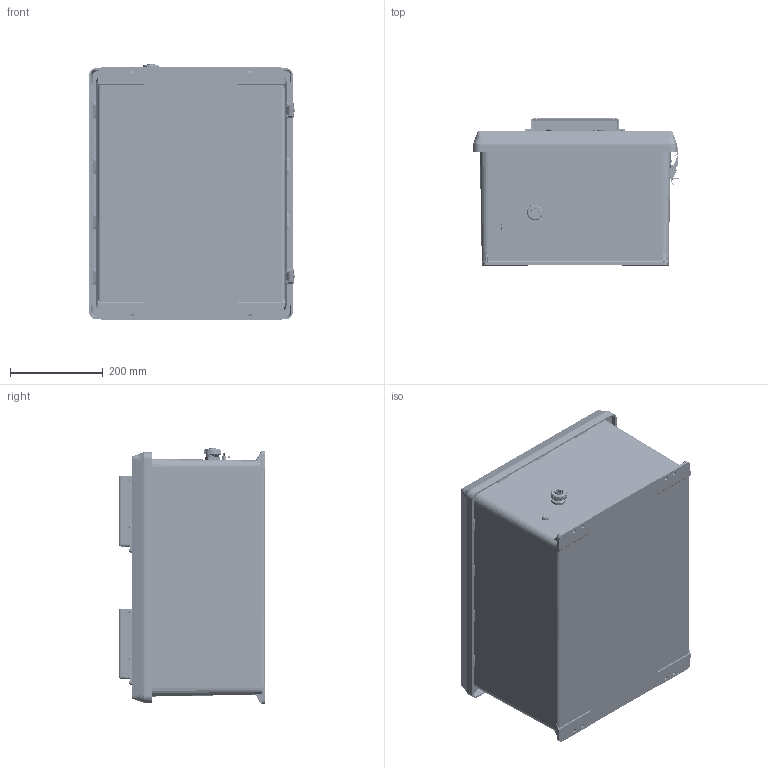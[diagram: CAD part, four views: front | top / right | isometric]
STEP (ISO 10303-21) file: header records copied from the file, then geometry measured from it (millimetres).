
FILE_DESCRIPTION (( 'STEP AP214' ), '1' );
FILE_NAME ('NB201611-1HF-1.STEP', '2018-02-09T21:11:28', ( '' ), ( '' ), 'SwSTEP 2.0', 'SolidWorks 2017', '' );
FILE_SCHEMA (( 'AUTOMOTIVE_DESIGN' ));
Length unit declared in the file: inch
Products named in the file (41): NB201611-DoorClasp-1; XF797-02; NB201611-DoorClasp-2; XFS-0032_91735A151; NB201611-lid vented; XFS-0067_XFS-0067; XFW-0020; NB201611-box; XFW-0004; XMH-0006; XFS-0006; XHIC-HTR110; NB201611-1HF-1; XFN-0013; XFS-0031; XCTB-0002; XFR-0005; NEMA_201611_GroundWire; XMH-0005; XMH-0010; XFS-0057_90184A281; XCT-0005; XMH-0002; XFN-0003; XMH-0001_With Mesh; XFS-0026; XM220-01-UL; XCT-0010; 1AJ04-020; XC-0003; XFS-0066_90272A147; XMH-0007; XFN-0022; XFS-0077; X-ASSY-HYP285-1; XFW-0002; XERZ-V20D241; 1BE04-052; X-PCB-HYP285; NB201611-Hinge ...
Assembly tree (109 placements, depth 3):
  NB201611-1HF-1
    NB201611-box
    NB201611-lid vented
    NB201611-DoorClasp-2  x2
    NB201611-DoorClasp-1  x2
    NB201611-Hinge  x2
    1BE04-052
    XFW-0002  x5
    XFS-0077  x4
    XMH-0007  x4
    XC-0003
    XCT-0010  x2
    XFS-0026
    XFN-0003  x2
    XCT-0005
    XMH-0010  x2
    NEMA_201611_GroundWire
    XCTB-0002
    XFN-0013  x2
    XFS-0006  x2
    XFW-0004  x2
    XFS-0067_XFS-0067  x2
    XFS-0032_91735A151  x2
    XF797-02
    XFS-0017  x7
    X-ASSY-HYP285-1
      X-PCB-HYP285
      XERZ-V20D241  x3
    XFN-0022  x2
    XFS-0066_90272A147  x2
    1AJ04-020  x8
    XM220-01-UL  x2
    XMH-0001_With Mesh  x2
    XMH-0002  x2
    XFS-0057_90184A281  x8
    XMH-0005
    XFR-0005  x12
    XFS-0031  x6
    XHIC-HTR110  x2
    XMH-0006  x2
    XFW-0020  x4
Bounding box: 444.09 x 316.53 x 552.97 mm (x, y, z)
Volume: 5094625.4 mm3; surface area: 3002127.5 mm2
Topology: 379 solids, 380 shells, 8405 faces, 20941 edges, 13462 vertices
Faces by surface type: plane 3645, cylinder 2606, cone 986, bspline 707, torus 415, sphere 46
Full cylindrical faces by diameter (mm): 0.269 x520, 1.27 x6, 1.397 x6, 1.778 x18, 2.705 x25, 2.845 x3, 3.15 x4, 3.175 x34, 3.251 x8, 3.302 x4, 3.378 x20, 3.411 x4, 3.429 x2, 3.607 x1, 3.683 x2, 3.81 x13, 3.886 x8, 3.934 x1, 3.962 x2, 3.969 x4, 4.064 x6, 4.177 x4, 4.47 x2, 4.496 x24, 4.572 x8, 5.004 x1, 5.08 x2, 5.182 x1, 5.588 x4, 5.639 x1
Entity records: 162189 total; most frequent: CARTESIAN_POINT 51675, DIRECTION 18135, ORIENTED_EDGE 17784, EDGE_CURVE 8892, AXIS2_PLACEMENT_3D 6842, VERTEX_POINT 6185, EDGE_LOOP 5523, FACE_OUTER_BOUND 4571
